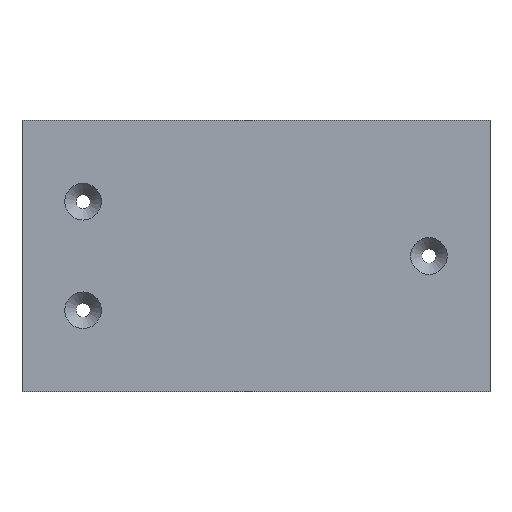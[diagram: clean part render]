
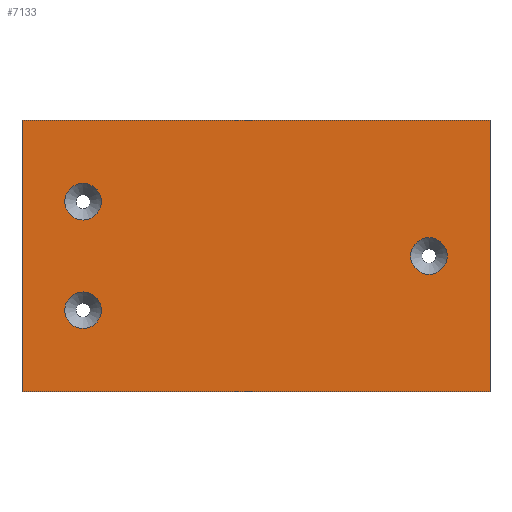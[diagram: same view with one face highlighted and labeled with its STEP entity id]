
A CAD part, top view. The second image highlights one B-rep face of the part: STEP entity #7133.
In plain terms, the highlighted planar face has unit normal (0, 0, 1).
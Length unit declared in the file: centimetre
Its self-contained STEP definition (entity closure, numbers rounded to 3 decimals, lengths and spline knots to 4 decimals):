
#309=VECTOR('',#8565,1.);
#313=VECTOR('',#8570,1.);
#314=VECTOR('',#8571,1.);
#315=VECTOR('',#8572,1.);
#819=LINE('',#10807,#309);
#823=LINE('',#10816,#313);
#824=LINE('',#10818,#314);
#825=LINE('',#10820,#315);
#1275=PLANE('',#7609);
#1321=VERTEX_POINT('',#10634);
#1324=VERTEX_POINT('',#10642);
#1327=VERTEX_POINT('',#10650);
#1390=VERTEX_POINT('',#10808);
#1391=VERTEX_POINT('',#10809);
#1394=VERTEX_POINT('',#10817);
#1395=VERTEX_POINT('',#10819);
#2062=CIRCLE('',#7578,0.3429);
#2065=CIRCLE('',#7583,0.3429);
#2068=CIRCLE('',#7588,0.3429);
#2589=EDGE_CURVE('',#1321,#1321,#2062,.T.);
#2592=EDGE_CURVE('',#1324,#1324,#2065,.T.);
#2595=EDGE_CURVE('',#1327,#1327,#2068,.T.);
#2670=EDGE_CURVE('',#1390,#1391,#819,.T.);
#2674=EDGE_CURVE('',#1394,#1390,#823,.T.);
#2675=EDGE_CURVE('',#1395,#1394,#824,.T.);
#2676=EDGE_CURVE('',#1391,#1395,#825,.T.);
#3876=ORIENTED_EDGE('',*,*,#2589,.T.);
#3877=ORIENTED_EDGE('',*,*,#2592,.T.);
#3878=ORIENTED_EDGE('',*,*,#2595,.T.);
#3879=ORIENTED_EDGE('',*,*,#2670,.F.);
#3880=ORIENTED_EDGE('',*,*,#2674,.F.);
#3881=ORIENTED_EDGE('',*,*,#2675,.F.);
#3882=ORIENTED_EDGE('',*,*,#2676,.F.);
#6175=EDGE_LOOP('',(#3876));
#6176=EDGE_LOOP('',(#3877));
#6177=EDGE_LOOP('',(#3878));
#6178=EDGE_LOOP('',(#3879,#3880,#3881,#3882));
#6657=FACE_BOUND('',#6175,.T.);
#6658=FACE_BOUND('',#6176,.T.);
#6659=FACE_BOUND('',#6177,.T.);
#6660=FACE_BOUND('',#6178,.T.);
#7133=ADVANCED_FACE('',(#6657,#6658,#6659,#6660),#1275,.T.);
#7578=AXIS2_PLACEMENT_3D('',#10633,#8449,#8450);
#7583=AXIS2_PLACEMENT_3D('',#10641,#8459,#8460);
#7588=AXIS2_PLACEMENT_3D('',#10649,#8469,#8470);
#7609=AXIS2_PLACEMENT_3D('',#10815,#8569,$);
#8449=DIRECTION('',(0.,0.,-1.));
#8450=DIRECTION('',(0.,0.343,0.));
#8459=DIRECTION('',(0.,0.,-1.));
#8460=DIRECTION('',(0.,0.343,0.));
#8469=DIRECTION('',(0.,0.,-1.));
#8470=DIRECTION('',(0.,0.343,0.));
#8565=DIRECTION('',(1.,0.,0.));
#8569=DIRECTION('',(0.,0.,1.));
#8570=DIRECTION('',(0.,1.,0.));
#8571=DIRECTION('',(-1.,0.,0.));
#8572=DIRECTION('',(0.,-1.,0.));
#10633=CARTESIAN_POINT('',(-3.175,-1.016,0.635));
#10634=CARTESIAN_POINT('',(-3.175,-0.6731,0.635));
#10641=CARTESIAN_POINT('',(3.302,0.,0.635));
#10642=CARTESIAN_POINT('',(3.302,0.3429,0.635));
#10649=CARTESIAN_POINT('',(-3.175,1.016,0.635));
#10650=CARTESIAN_POINT('',(-3.175,1.3589,0.635));
#10807=CARTESIAN_POINT('',(4.445,2.54,0.635));
#10808=CARTESIAN_POINT('',(-4.318,2.54,0.635));
#10809=CARTESIAN_POINT('',(4.445,2.54,0.635));
#10815=CARTESIAN_POINT('',(0.3175,0.,0.635));
#10816=CARTESIAN_POINT('',(-4.318,2.54,0.635));
#10817=CARTESIAN_POINT('',(-4.318,-2.54,0.635));
#10818=CARTESIAN_POINT('',(-3.81,-2.54,0.635));
#10819=CARTESIAN_POINT('',(4.445,-2.54,0.635));
#10820=CARTESIAN_POINT('',(4.445,-2.54,0.635));
